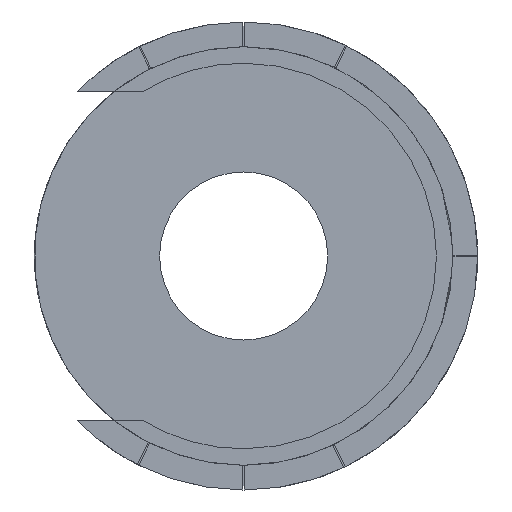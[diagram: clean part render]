
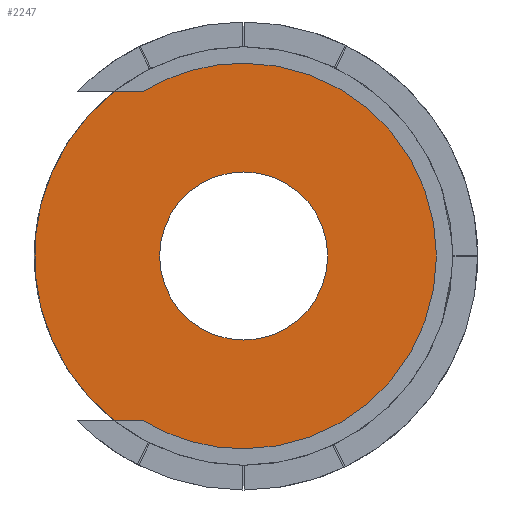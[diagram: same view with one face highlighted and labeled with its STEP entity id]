
A CAD part, left-side view. The second image highlights one B-rep face of the part: STEP entity #2247.
In plain terms, the highlighted planar face has unit normal (-1, 0, 0).
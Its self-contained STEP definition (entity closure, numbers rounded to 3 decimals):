
#34 = DIRECTION ( 'NONE',  ( -1., 0., 0. ) ) ;
#47 = VERTEX_POINT ( 'NONE', #5212 ) ;
#129 = AXIS2_PLACEMENT_3D ( 'NONE', #593, #2346, #3851 ) ;
#208 = AXIS2_PLACEMENT_3D ( 'NONE', #5194, #4212, #2899 ) ;
#212 = VECTOR ( 'NONE', #5276, 1000. ) ;
#272 = ORIENTED_EDGE ( 'NONE', *, *, #4489, .F. ) ;
#459 = VERTEX_POINT ( 'NONE', #3725 ) ;
#530 = DIRECTION ( 'NONE',  ( 0., 0., -1. ) ) ;
#576 = DIRECTION ( 'NONE',  ( -1., 0., 0. ) ) ;
#593 = CARTESIAN_POINT ( 'NONE',  ( 19.8, 0., 0. ) ) ;
#714 = CIRCLE ( 'NONE', #129, 23.4 ) ;
#724 = FACE_BOUND ( 'NONE', #3745, .T. ) ;
#873 = LINE ( 'NONE', #4588, #4981 ) ;
#916 = LINE ( 'NONE', #4331, #212 ) ;
#934 = CARTESIAN_POINT ( 'NONE',  ( 19.8, 12.147, 20. ) ) ;
#1037 = CARTESIAN_POINT ( 'NONE',  ( 19.8, 0., 0. ) ) ;
#1276 = VERTEX_POINT ( 'NONE', #5680 ) ;
#1434 = DIRECTION ( 'NONE',  ( 0., 0., 1. ) ) ;
#1494 = VERTEX_POINT ( 'NONE', #4783 ) ;
#1703 = ORIENTED_EDGE ( 'NONE', *, *, #3518, .F. ) ;
#1792 = CARTESIAN_POINT ( 'NONE',  ( 19.8, 15.658, -20. ) ) ;
#1825 = VERTEX_POINT ( 'NONE', #934 ) ;
#2105 = EDGE_CURVE ( 'NONE', #1276, #1494, #5853, .T. ) ;
#2136 = CARTESIAN_POINT ( 'NONE',  ( 19.8, 15.658, 20. ) ) ;
#2145 = CARTESIAN_POINT ( 'NONE',  ( 19.8, 23.4, 0. ) ) ;
#2204 = ORIENTED_EDGE ( 'NONE', *, *, #2105, .F. ) ;
#2247 = ADVANCED_FACE ( 'NONE', ( #3977, #724 ), #5927, .F. ) ;
#2279 = EDGE_CURVE ( 'NONE', #5335, #1825, #5762, .T. ) ;
#2346 = DIRECTION ( 'NONE',  ( -1., 0., 0. ) ) ;
#2395 = ORIENTED_EDGE ( 'NONE', *, *, #5241, .T. ) ;
#2460 = DIRECTION ( 'NONE',  ( 0., 0., 1. ) ) ;
#2571 = VERTEX_POINT ( 'NONE', #1792 ) ;
#2620 = CARTESIAN_POINT ( 'NONE',  ( 19.8, 0., 0. ) ) ;
#2631 = AXIS2_PLACEMENT_3D ( 'NONE', #3520, #3234, #5875 ) ;
#2839 = CIRCLE ( 'NONE', #5182, 10.2 ) ;
#2899 = DIRECTION ( 'NONE',  ( 0., 0., 1. ) ) ;
#3158 = EDGE_LOOP ( 'NONE', ( #4671, #4360, #5355, #1703, #2395, #5505 ) ) ;
#3234 = DIRECTION ( 'NONE',  ( -1., 0., 0. ) ) ;
#3518 = EDGE_CURVE ( 'NONE', #5002, #1825, #873, .T. ) ;
#3520 = CARTESIAN_POINT ( 'NONE',  ( 19.8, 0., 0. ) ) ;
#3526 = CIRCLE ( 'NONE', #5677, 23.4 ) ;
#3664 = EDGE_CURVE ( 'NONE', #2571, #47, #916, .T. ) ;
#3723 = DIRECTION ( 'NONE',  ( 0., 0., 1. ) ) ;
#3725 = CARTESIAN_POINT ( 'NONE',  ( 19.8, 0., -23.4 ) ) ;
#3745 = EDGE_LOOP ( 'NONE', ( #272, #2204 ) ) ;
#3774 = CARTESIAN_POINT ( 'NONE',  ( 19.8, 0., 0. ) ) ;
#3820 = AXIS2_PLACEMENT_3D ( 'NONE', #2620, #4486, #3723 ) ;
#3851 = DIRECTION ( 'NONE',  ( 0., 0., 1. ) ) ;
#3977 = FACE_OUTER_BOUND ( 'NONE', #3158, .T. ) ;
#4212 = DIRECTION ( 'NONE',  ( -1., 0., 0. ) ) ;
#4331 = CARTESIAN_POINT ( 'NONE',  ( 19.8, 28.4, -20. ) ) ;
#4360 = ORIENTED_EDGE ( 'NONE', *, *, #5390, .T. ) ;
#4486 = DIRECTION ( 'NONE',  ( -1., 0., 0. ) ) ;
#4489 = EDGE_CURVE ( 'NONE', #1494, #1276, #2839, .T. ) ;
#4588 = CARTESIAN_POINT ( 'NONE',  ( 19.8, 28.4, 20. ) ) ;
#4671 = ORIENTED_EDGE ( 'NONE', *, *, #5873, .T. ) ;
#4783 = CARTESIAN_POINT ( 'NONE',  ( 19.8, 0., 10.2 ) ) ;
#4981 = VECTOR ( 'NONE', #4993, 1000. ) ;
#4993 = DIRECTION ( 'NONE',  ( 0., -1., 0. ) ) ;
#5002 = VERTEX_POINT ( 'NONE', #2136 ) ;
#5182 = AXIS2_PLACEMENT_3D ( 'NONE', #1037, #576, #2460 ) ;
#5194 = CARTESIAN_POINT ( 'NONE',  ( 19.8, 0., 0. ) ) ;
#5212 = CARTESIAN_POINT ( 'NONE',  ( 19.8, 12.147, -20. ) ) ;
#5225 = CARTESIAN_POINT ( 'NONE',  ( 19.8, 0., 23.4 ) ) ;
#5241 = EDGE_CURVE ( 'NONE', #5002, #2571, #5381, .T. ) ;
#5276 = DIRECTION ( 'NONE',  ( 0., -1., 0. ) ) ;
#5335 = VERTEX_POINT ( 'NONE', #5225 ) ;
#5355 = ORIENTED_EDGE ( 'NONE', *, *, #2279, .T. ) ;
#5366 = AXIS2_PLACEMENT_3D ( 'NONE', #2145, #5712, #530 ) ;
#5381 = CIRCLE ( 'NONE', #3820, 25.4 ) ;
#5390 = EDGE_CURVE ( 'NONE', #459, #5335, #714, .T. ) ;
#5505 = ORIENTED_EDGE ( 'NONE', *, *, #3664, .T. ) ;
#5677 = AXIS2_PLACEMENT_3D ( 'NONE', #3774, #34, #1434 ) ;
#5680 = CARTESIAN_POINT ( 'NONE',  ( 19.8, 0., -10.2 ) ) ;
#5712 = DIRECTION ( 'NONE',  ( 1., 0., 0. ) ) ;
#5762 = CIRCLE ( 'NONE', #208, 23.4 ) ;
#5853 = CIRCLE ( 'NONE', #2631, 10.2 ) ;
#5873 = EDGE_CURVE ( 'NONE', #47, #459, #3526, .T. ) ;
#5875 = DIRECTION ( 'NONE',  ( 0., 0., 1. ) ) ;
#5927 = PLANE ( 'NONE',  #5366 ) ;
